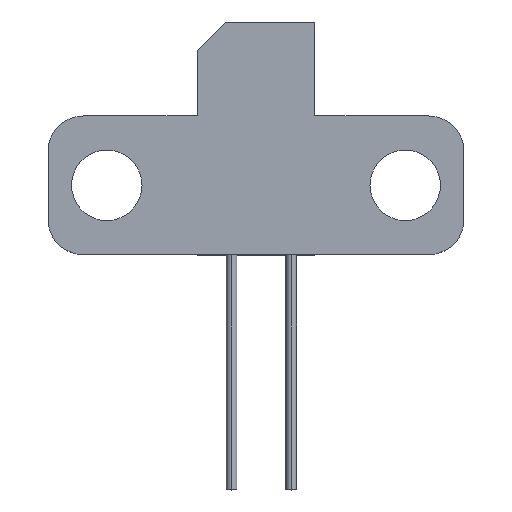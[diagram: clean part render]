
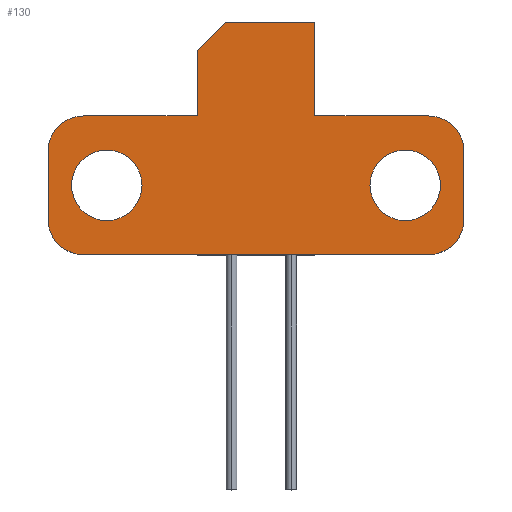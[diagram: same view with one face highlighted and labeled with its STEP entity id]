
A CAD part, top view. The second image highlights one B-rep face of the part: STEP entity #130.
In plain terms, the highlighted planar face has unit normal (0, 0, 1).
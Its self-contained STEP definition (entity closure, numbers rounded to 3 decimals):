
#7 = CIRCLE ( 'NONE', #708, 1.5 ) ;
#28 = CARTESIAN_POINT ( 'NONE',  ( -7.85, 0., 1.9 ) ) ;
#30 = DIRECTION ( 'NONE',  ( 1., 0., 0. ) ) ;
#32 = CARTESIAN_POINT ( 'NONE',  ( -8.85, 2.95, 1.9 ) ) ;
#43 = VERTEX_POINT ( 'NONE', #1109 ) ;
#52 = VECTOR ( 'NONE', #99, 1000. ) ;
#59 = VERTEX_POINT ( 'NONE', #28 ) ;
#70 = VECTOR ( 'NONE', #856, 1000. ) ;
#77 = AXIS2_PLACEMENT_3D ( 'NONE', #116, #219, #101 ) ;
#81 = EDGE_LOOP ( 'NONE', ( #1213, #518 ) ) ;
#85 = EDGE_CURVE ( 'NONE', #710, #771, #440, .T. ) ;
#99 = DIRECTION ( 'NONE',  ( 0., 1., 0. ) ) ;
#101 = DIRECTION ( 'NONE',  ( -1., 0., 0. ) ) ;
#104 = EDGE_CURVE ( 'NONE', #59, #1182, #293, .T. ) ;
#116 = CARTESIAN_POINT ( 'NONE',  ( 6.35, 0., 1.9 ) ) ;
#130 = ADVANCED_FACE ( 'NONE', ( #386, #930, #801 ), #1142, .T. ) ;
#137 = CIRCLE ( 'NONE', #960, 1.5 ) ;
#142 = VERTEX_POINT ( 'NONE', #378 ) ;
#154 = CIRCLE ( 'NONE', #77, 1.5 ) ;
#159 = CARTESIAN_POINT ( 'NONE',  ( -8.85, -2.95, 1.9 ) ) ;
#176 = CARTESIAN_POINT ( 'NONE',  ( 4.85, 0., 1.9 ) ) ;
#188 = LINE ( 'NONE', #539, #764 ) ;
#199 = CARTESIAN_POINT ( 'NONE',  ( 8.85, -1.45, 1.9 ) ) ;
#201 = VERTEX_POINT ( 'NONE', #384 ) ;
#214 = DIRECTION ( 'NONE',  ( 0., 0., -1. ) ) ;
#219 = DIRECTION ( 'NONE',  ( 0., 0., -1. ) ) ;
#224 = AXIS2_PLACEMENT_3D ( 'NONE', #454, #569, #337 ) ;
#228 = ORIENTED_EDGE ( 'NONE', *, *, #865, .T. ) ;
#238 = VERTEX_POINT ( 'NONE', #845 ) ;
#240 = DIRECTION ( 'NONE',  ( -1., 0., 0. ) ) ;
#242 = LINE ( 'NONE', #938, #873 ) ;
#252 = CARTESIAN_POINT ( 'NONE',  ( 7.35, 1.45, 1.9 ) ) ;
#254 = EDGE_CURVE ( 'NONE', #755, #710, #242, .T. ) ;
#258 = LINE ( 'NONE', #159, #455 ) ;
#259 = VECTOR ( 'NONE', #281, 1000. ) ;
#263 = CARTESIAN_POINT ( 'NONE',  ( 2.5, 6.95, 1.9 ) ) ;
#268 = ORIENTED_EDGE ( 'NONE', *, *, #498, .T. ) ;
#271 = CARTESIAN_POINT ( 'NONE',  ( -8.85, 1.45, 1.9 ) ) ;
#277 = AXIS2_PLACEMENT_3D ( 'NONE', #1234, #1038, #601 ) ;
#279 = LINE ( 'NONE', #485, #1060 ) ;
#281 = DIRECTION ( 'NONE',  ( 0., -1., 0. ) ) ;
#293 = CIRCLE ( 'NONE', #581, 1.5 ) ;
#302 = CARTESIAN_POINT ( 'NONE',  ( 7.35, -1.45, 1.9 ) ) ;
#304 = DIRECTION ( 'NONE',  ( 1., 0., 0. ) ) ;
#314 = ORIENTED_EDGE ( 'NONE', *, *, #85, .T. ) ;
#315 = DIRECTION ( 'NONE',  ( 0., 0., 1. ) ) ;
#320 = ORIENTED_EDGE ( 'NONE', *, *, #684, .T. ) ;
#323 = EDGE_CURVE ( 'NONE', #1242, #142, #1218, .T. ) ;
#337 = DIRECTION ( 'NONE',  ( 1., 0., 0. ) ) ;
#348 = VERTEX_POINT ( 'NONE', #176 ) ;
#361 = CIRCLE ( 'NONE', #224, 1.5 ) ;
#369 = CIRCLE ( 'NONE', #1178, 1.5 ) ;
#378 = CARTESIAN_POINT ( 'NONE',  ( 2.5, 2.95, 1.9 ) ) ;
#379 = ORIENTED_EDGE ( 'NONE', *, *, #517, .T. ) ;
#384 = CARTESIAN_POINT ( 'NONE',  ( 7.35, -2.95, 1.9 ) ) ;
#386 = FACE_BOUND ( 'NONE', #751, .T. ) ;
#407 = EDGE_CURVE ( 'NONE', #771, #870, #564, .T. ) ;
#414 = EDGE_CURVE ( 'NONE', #870, #424, #188, .T. ) ;
#417 = LINE ( 'NONE', #1277, #52 ) ;
#423 = VERTEX_POINT ( 'NONE', #199 ) ;
#424 = VERTEX_POINT ( 'NONE', #650 ) ;
#437 = DIRECTION ( 'NONE',  ( 0., -1., 0. ) ) ;
#440 = LINE ( 'NONE', #32, #1380 ) ;
#444 = CARTESIAN_POINT ( 'NONE',  ( 6.35, 0., 1.9 ) ) ;
#445 = ORIENTED_EDGE ( 'NONE', *, *, #323, .F. ) ;
#454 = CARTESIAN_POINT ( 'NONE',  ( -7.35, -1.45, 1.9 ) ) ;
#455 = VECTOR ( 'NONE', #961, 1000. ) ;
#485 = CARTESIAN_POINT ( 'NONE',  ( -8.85, 2.95, 1.9 ) ) ;
#498 = EDGE_CURVE ( 'NONE', #348, #238, #154, .T. ) ;
#504 = CARTESIAN_POINT ( 'NONE',  ( -2.5, 5.75, 1.9 ) ) ;
#517 = EDGE_CURVE ( 'NONE', #424, #1176, #361, .T. ) ;
#518 = ORIENTED_EDGE ( 'NONE', *, *, #1274, .T. ) ;
#522 = EDGE_CURVE ( 'NONE', #238, #348, #137, .T. ) ;
#539 = CARTESIAN_POINT ( 'NONE',  ( -8.85, 2.95, 1.9 ) ) ;
#564 = CIRCLE ( 'NONE', #860, 1.5 ) ;
#568 = EDGE_LOOP ( 'NONE', ( #1206, #782, #1162, #445, #1163, #1056, #643, #314, #1067, #1203, #379, #228, #320 ) ) ;
#569 = DIRECTION ( 'NONE',  ( 0., 0., 1. ) ) ;
#581 = AXIS2_PLACEMENT_3D ( 'NONE', #1023, #1236, #931 ) ;
#598 = DIRECTION ( 'NONE',  ( -1., 0., 0. ) ) ;
#601 = DIRECTION ( 'NONE',  ( 1., 0., 0. ) ) ;
#634 = EDGE_CURVE ( 'NONE', #43, #1368, #7, .T. ) ;
#643 = ORIENTED_EDGE ( 'NONE', *, *, #254, .T. ) ;
#650 = CARTESIAN_POINT ( 'NONE',  ( -8.85, -1.45, 1.9 ) ) ;
#659 = EDGE_CURVE ( 'NONE', #1368, #142, #279, .T. ) ;
#678 = CARTESIAN_POINT ( 'NONE',  ( -7.35, -2.95, 1.9 ) ) ;
#684 = EDGE_CURVE ( 'NONE', #201, #423, #828, .T. ) ;
#692 = DIRECTION ( 'NONE',  ( 0., 0., 1. ) ) ;
#708 = AXIS2_PLACEMENT_3D ( 'NONE', #252, #692, #30 ) ;
#710 = VERTEX_POINT ( 'NONE', #923 ) ;
#739 = EDGE_CURVE ( 'NONE', #1286, #1242, #842, .T. ) ;
#751 = EDGE_LOOP ( 'NONE', ( #268, #1190 ) ) ;
#753 = CARTESIAN_POINT ( 'NONE',  ( -2.5, 5.75, 1.9 ) ) ;
#755 = VERTEX_POINT ( 'NONE', #504 ) ;
#764 = VECTOR ( 'NONE', #437, 1000. ) ;
#771 = VERTEX_POINT ( 'NONE', #951 ) ;
#782 = ORIENTED_EDGE ( 'NONE', *, *, #634, .T. ) ;
#801 = FACE_OUTER_BOUND ( 'NONE', #568, .T. ) ;
#827 = DIRECTION ( 'NONE',  ( -1., 0., 0. ) ) ;
#828 = CIRCLE ( 'NONE', #1062, 1.5 ) ;
#835 = DIRECTION ( 'NONE',  ( 0., -1., 0. ) ) ;
#842 = LINE ( 'NONE', #1334, #1197 ) ;
#845 = CARTESIAN_POINT ( 'NONE',  ( 7.85, 0., 1.9 ) ) ;
#856 = DIRECTION ( 'NONE',  ( -0.707, -0.707, 0. ) ) ;
#860 = AXIS2_PLACEMENT_3D ( 'NONE', #861, #315, #304 ) ;
#861 = CARTESIAN_POINT ( 'NONE',  ( -7.35, 1.45, 1.9 ) ) ;
#865 = EDGE_CURVE ( 'NONE', #1176, #201, #258, .T. ) ;
#870 = VERTEX_POINT ( 'NONE', #271 ) ;
#873 = VECTOR ( 'NONE', #835, 1000. ) ;
#903 = EDGE_CURVE ( 'NONE', #423, #43, #417, .T. ) ;
#923 = CARTESIAN_POINT ( 'NONE',  ( -2.5, 2.95, 1.9 ) ) ;
#930 = FACE_BOUND ( 'NONE', #81, .T. ) ;
#931 = DIRECTION ( 'NONE',  ( -1., 0., 0. ) ) ;
#938 = CARTESIAN_POINT ( 'NONE',  ( -2.5, 6.95, 1.9 ) ) ;
#945 = EDGE_CURVE ( 'NONE', #1286, #755, #1169, .T. ) ;
#951 = CARTESIAN_POINT ( 'NONE',  ( -7.35, 2.95, 1.9 ) ) ;
#960 = AXIS2_PLACEMENT_3D ( 'NONE', #444, #214, #986 ) ;
#961 = DIRECTION ( 'NONE',  ( 1., 0., 0. ) ) ;
#965 = CARTESIAN_POINT ( 'NONE',  ( 7.35, 2.95, 1.9 ) ) ;
#986 = DIRECTION ( 'NONE',  ( -1., 0., 0. ) ) ;
#1023 = CARTESIAN_POINT ( 'NONE',  ( -6.35, 0., 1.9 ) ) ;
#1027 = CARTESIAN_POINT ( 'NONE',  ( -1.3, 6.95, 1.9 ) ) ;
#1032 = DIRECTION ( 'NONE',  ( 0., 0., 1. ) ) ;
#1038 = DIRECTION ( 'NONE',  ( 0., 0., 1. ) ) ;
#1039 = CARTESIAN_POINT ( 'NONE',  ( -6.35, 0., 1.9 ) ) ;
#1056 = ORIENTED_EDGE ( 'NONE', *, *, #945, .T. ) ;
#1060 = VECTOR ( 'NONE', #598, 1000. ) ;
#1062 = AXIS2_PLACEMENT_3D ( 'NONE', #302, #1032, #1364 ) ;
#1067 = ORIENTED_EDGE ( 'NONE', *, *, #407, .T. ) ;
#1109 = CARTESIAN_POINT ( 'NONE',  ( 8.85, 1.45, 1.9 ) ) ;
#1142 = PLANE ( 'NONE',  #277 ) ;
#1162 = ORIENTED_EDGE ( 'NONE', *, *, #659, .T. ) ;
#1163 = ORIENTED_EDGE ( 'NONE', *, *, #739, .F. ) ;
#1169 = LINE ( 'NONE', #753, #70 ) ;
#1176 = VERTEX_POINT ( 'NONE', #678 ) ;
#1178 = AXIS2_PLACEMENT_3D ( 'NONE', #1039, #1341, #827 ) ;
#1182 = VERTEX_POINT ( 'NONE', #1193 ) ;
#1190 = ORIENTED_EDGE ( 'NONE', *, *, #522, .T. ) ;
#1193 = CARTESIAN_POINT ( 'NONE',  ( -4.85, 0., 1.9 ) ) ;
#1197 = VECTOR ( 'NONE', #1263, 1000. ) ;
#1203 = ORIENTED_EDGE ( 'NONE', *, *, #414, .T. ) ;
#1206 = ORIENTED_EDGE ( 'NONE', *, *, #903, .T. ) ;
#1213 = ORIENTED_EDGE ( 'NONE', *, *, #104, .T. ) ;
#1218 = LINE ( 'NONE', #1257, #259 ) ;
#1234 = CARTESIAN_POINT ( 'NONE',  ( 0., 0., 1.9 ) ) ;
#1236 = DIRECTION ( 'NONE',  ( 0., 0., -1. ) ) ;
#1242 = VERTEX_POINT ( 'NONE', #263 ) ;
#1257 = CARTESIAN_POINT ( 'NONE',  ( 2.5, 6.95, 1.9 ) ) ;
#1263 = DIRECTION ( 'NONE',  ( 1., 0., 0. ) ) ;
#1274 = EDGE_CURVE ( 'NONE', #1182, #59, #369, .T. ) ;
#1277 = CARTESIAN_POINT ( 'NONE',  ( 8.85, 2.95, 1.9 ) ) ;
#1286 = VERTEX_POINT ( 'NONE', #1027 ) ;
#1334 = CARTESIAN_POINT ( 'NONE',  ( 2.5, 6.95, 1.9 ) ) ;
#1341 = DIRECTION ( 'NONE',  ( 0., 0., -1. ) ) ;
#1364 = DIRECTION ( 'NONE',  ( 1., 0., 0. ) ) ;
#1368 = VERTEX_POINT ( 'NONE', #965 ) ;
#1380 = VECTOR ( 'NONE', #240, 1000. ) ;
